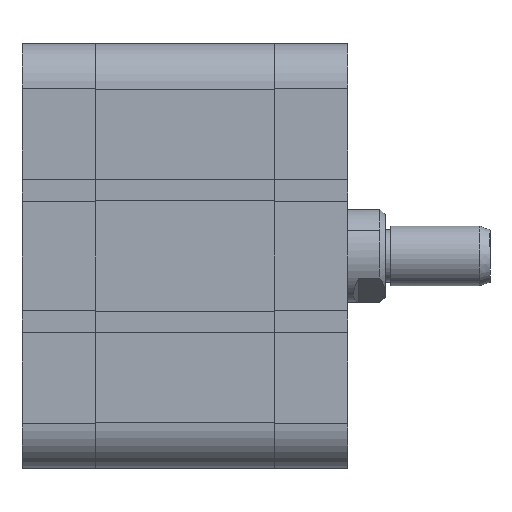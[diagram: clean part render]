
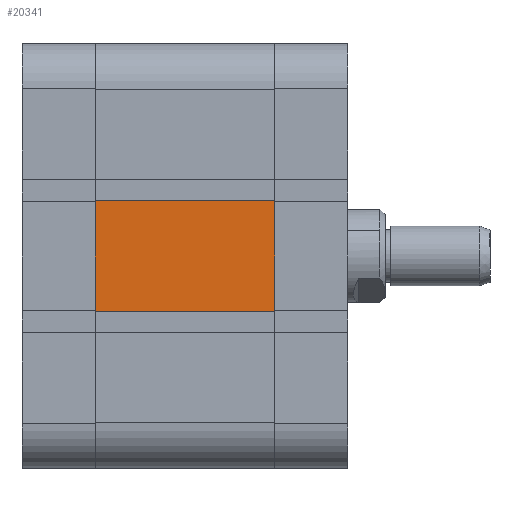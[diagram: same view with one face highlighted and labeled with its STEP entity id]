
A CAD part, front view. The second image highlights one B-rep face of the part: STEP entity #20341.
In plain terms, the highlighted planar face has unit normal (0, -1, 0).
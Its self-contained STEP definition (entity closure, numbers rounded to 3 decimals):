
#2342 = DIRECTION ( 'NONE',  ( 0., 0., 1. ) ) ;
#2480 = DIRECTION ( 'NONE',  ( 0., 0., -1. ) ) ;
#4678 = VECTOR ( 'NONE', #13913, 1000. ) ;
#7833 = LINE ( 'NONE', #10776, #31867 ) ;
#8321 = EDGE_CURVE ( 'NONE', #31073, #30376, #21386, .T. ) ;
#9117 = LINE ( 'NONE', #32782, #10176 ) ;
#9783 = FACE_OUTER_BOUND ( 'NONE', #11763, .T. ) ;
#10022 = VECTOR ( 'NONE', #16194, 1000. ) ;
#10071 = ORIENTED_EDGE ( 'NONE', *, *, #13708, .T. ) ;
#10176 = VECTOR ( 'NONE', #11360, 1000. ) ;
#10776 = CARTESIAN_POINT ( 'NONE',  ( 48., -56.75, -56.75 ) ) ;
#11360 = DIRECTION ( 'NONE',  ( -1., 0., 0. ) ) ;
#11763 = EDGE_LOOP ( 'NONE', ( #20843, #10071, #20924, #23366 ) ) ;
#11827 = CARTESIAN_POINT ( 'NONE',  ( 0., -56.75, -14.7 ) ) ;
#12455 = CARTESIAN_POINT ( 'NONE',  ( 48., -56.75, 14.7 ) ) ;
#12693 = CARTESIAN_POINT ( 'NONE',  ( 48., -56.75, -14.7 ) ) ;
#13708 = EDGE_CURVE ( 'NONE', #32004, #30376, #32940, .T. ) ;
#13913 = DIRECTION ( 'NONE',  ( 0., 0., -1. ) ) ;
#15513 = CARTESIAN_POINT ( 'NONE',  ( 0., -56.75, 14.7 ) ) ;
#16194 = DIRECTION ( 'NONE',  ( -1., 0., 0. ) ) ;
#16918 = EDGE_CURVE ( 'NONE', #17090, #31073, #7833, .T. ) ;
#17090 = VERTEX_POINT ( 'NONE', #12455 ) ;
#19788 = CARTESIAN_POINT ( 'NONE',  ( 0., -56.75, -56.75 ) ) ;
#20126 = CARTESIAN_POINT ( 'NONE',  ( 48., -56.75, -56.75 ) ) ;
#20289 = DIRECTION ( 'NONE',  ( 0., 1., 0. ) ) ;
#20341 = ADVANCED_FACE ( 'NONE', ( #9783 ), #33105, .F. ) ;
#20843 = ORIENTED_EDGE ( 'NONE', *, *, #29115, .T. ) ;
#20924 = ORIENTED_EDGE ( 'NONE', *, *, #8321, .F. ) ;
#21386 = LINE ( 'NONE', #26572, #10022 ) ;
#23366 = ORIENTED_EDGE ( 'NONE', *, *, #16918, .F. ) ;
#26572 = CARTESIAN_POINT ( 'NONE',  ( 48.001, -56.75, -14.7 ) ) ;
#29115 = EDGE_CURVE ( 'NONE', #17090, #32004, #9117, .T. ) ;
#30376 = VERTEX_POINT ( 'NONE', #11827 ) ;
#31073 = VERTEX_POINT ( 'NONE', #12693 ) ;
#31867 = VECTOR ( 'NONE', #2480, 1000. ) ;
#32004 = VERTEX_POINT ( 'NONE', #15513 ) ;
#32782 = CARTESIAN_POINT ( 'NONE',  ( 48.001, -56.75, 14.7 ) ) ;
#32940 = LINE ( 'NONE', #19788, #4678 ) ;
#33105 = PLANE ( 'NONE',  #33115 ) ;
#33115 = AXIS2_PLACEMENT_3D ( 'NONE', #20126, #20289, #2342 ) ;
